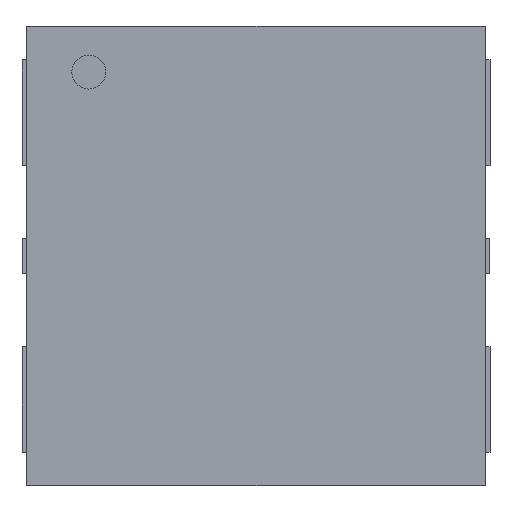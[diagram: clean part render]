
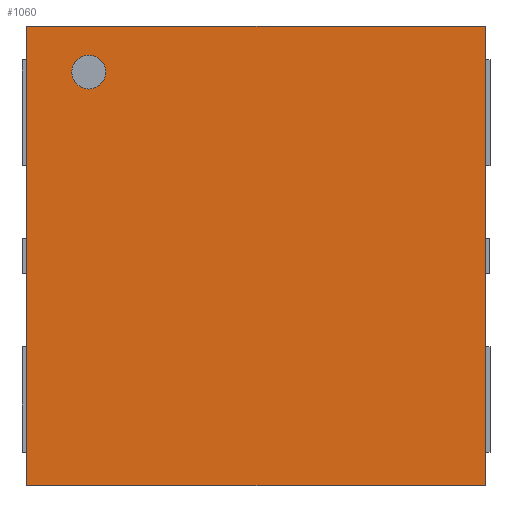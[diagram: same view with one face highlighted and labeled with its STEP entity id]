
A CAD part, top view. The second image highlights one B-rep face of the part: STEP entity #1060.
In plain terms, the highlighted planar face has unit normal (0, 0, 1).
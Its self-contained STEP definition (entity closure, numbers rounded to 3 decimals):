
#2 = CIRCLE ( 'NONE', #2632, 0.037 ) ;
#18 = EDGE_CURVE ( 'NONE', #2321, #5224, #4776, .T. ) ;
#84 = DIRECTION ( 'NONE',  ( 1., 0., 0. ) ) ;
#89 = CARTESIAN_POINT ( 'NONE',  ( -0.5, 0.5, 0.53 ) ) ;
#387 = VECTOR ( 'NONE', #2622, 1000. ) ;
#434 = ORIENTED_EDGE ( 'NONE', *, *, #5346, .T. ) ;
#519 = EDGE_LOOP ( 'NONE', ( #3572, #5618 ) ) ;
#587 = CARTESIAN_POINT ( 'NONE',  ( -0.365, 0.4, 0.53 ) ) ;
#746 = DIRECTION ( 'NONE',  ( 1., 0., 0. ) ) ;
#1060 = ADVANCED_FACE ( 'NONE', ( #5128, #2784 ), #1195, .T. ) ;
#1086 = DIRECTION ( 'NONE',  ( -1., 0., 0. ) ) ;
#1095 = LINE ( 'NONE', #1386, #2723 ) ;
#1195 = PLANE ( 'NONE',  #2621 ) ;
#1386 = CARTESIAN_POINT ( 'NONE',  ( 0.5, 0.5, 0.53 ) ) ;
#1448 = AXIS2_PLACEMENT_3D ( 'NONE', #1499, #4678, #84 ) ;
#1499 = CARTESIAN_POINT ( 'NONE',  ( -0.365, 0.4, 0.53 ) ) ;
#1708 = ORIENTED_EDGE ( 'NONE', *, *, #2607, .T. ) ;
#2036 = VECTOR ( 'NONE', #5838, 1000. ) ;
#2128 = DIRECTION ( 'NONE',  ( 0., 0., 1. ) ) ;
#2155 = ORIENTED_EDGE ( 'NONE', *, *, #4407, .T. ) ;
#2321 = VERTEX_POINT ( 'NONE', #2633 ) ;
#2435 = LINE ( 'NONE', #5580, #3482 ) ;
#2444 = DIRECTION ( 'NONE',  ( 1., 0., 0. ) ) ;
#2607 = EDGE_CURVE ( 'NONE', #5494, #5280, #3161, .T. ) ;
#2621 = AXIS2_PLACEMENT_3D ( 'NONE', #4518, #2128, #746 ) ;
#2622 = DIRECTION ( 'NONE',  ( 0., -1., 0. ) ) ;
#2632 = AXIS2_PLACEMENT_3D ( 'NONE', #587, #4186, #2444 ) ;
#2633 = CARTESIAN_POINT ( 'NONE',  ( -0.402, 0.4, 0.53 ) ) ;
#2642 = CARTESIAN_POINT ( 'NONE',  ( -0.5, 0.5, 0.53 ) ) ;
#2723 = VECTOR ( 'NONE', #2854, 1000. ) ;
#2784 = FACE_OUTER_BOUND ( 'NONE', #5326, .T. ) ;
#2854 = DIRECTION ( 'NONE',  ( 0., 1., 0. ) ) ;
#3161 = LINE ( 'NONE', #2642, #387 ) ;
#3284 = CARTESIAN_POINT ( 'NONE',  ( 0.5, -0.5, 0.53 ) ) ;
#3482 = VECTOR ( 'NONE', #1086, 1000. ) ;
#3572 = ORIENTED_EDGE ( 'NONE', *, *, #5532, .F. ) ;
#3622 = CARTESIAN_POINT ( 'NONE',  ( -0.5, -0.5, 0.53 ) ) ;
#3815 = ORIENTED_EDGE ( 'NONE', *, *, #4064, .T. ) ;
#3915 = VERTEX_POINT ( 'NONE', #3284 ) ;
#4064 = EDGE_CURVE ( 'NONE', #3915, #5729, #1095, .T. ) ;
#4186 = DIRECTION ( 'NONE',  ( 0., 0., 1. ) ) ;
#4376 = CARTESIAN_POINT ( 'NONE',  ( -0.5, -0.5, 0.53 ) ) ;
#4407 = EDGE_CURVE ( 'NONE', #5729, #5494, #2435, .T. ) ;
#4424 = LINE ( 'NONE', #3622, #2036 ) ;
#4518 = CARTESIAN_POINT ( 'NONE',  ( 0., 0., 0.53 ) ) ;
#4678 = DIRECTION ( 'NONE',  ( 0., 0., 1. ) ) ;
#4682 = CARTESIAN_POINT ( 'NONE',  ( 0.5, 0.5, 0.53 ) ) ;
#4776 = CIRCLE ( 'NONE', #1448, 0.037 ) ;
#5128 = FACE_BOUND ( 'NONE', #519, .T. ) ;
#5224 = VERTEX_POINT ( 'NONE', #5314 ) ;
#5280 = VERTEX_POINT ( 'NONE', #4376 ) ;
#5314 = CARTESIAN_POINT ( 'NONE',  ( -0.328, 0.4, 0.53 ) ) ;
#5326 = EDGE_LOOP ( 'NONE', ( #3815, #2155, #1708, #434 ) ) ;
#5346 = EDGE_CURVE ( 'NONE', #5280, #3915, #4424, .T. ) ;
#5494 = VERTEX_POINT ( 'NONE', #89 ) ;
#5532 = EDGE_CURVE ( 'NONE', #5224, #2321, #2, .T. ) ;
#5580 = CARTESIAN_POINT ( 'NONE',  ( -0.5, 0.5, 0.53 ) ) ;
#5618 = ORIENTED_EDGE ( 'NONE', *, *, #18, .F. ) ;
#5729 = VERTEX_POINT ( 'NONE', #4682 ) ;
#5838 = DIRECTION ( 'NONE',  ( 1., 0., 0. ) ) ;
